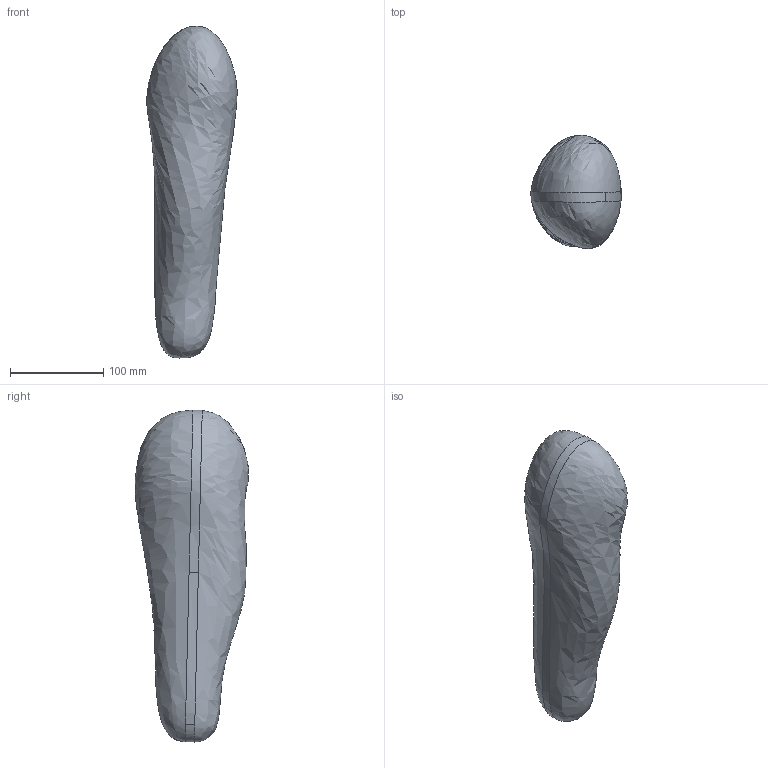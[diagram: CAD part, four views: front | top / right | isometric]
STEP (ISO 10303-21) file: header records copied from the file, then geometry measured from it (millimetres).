
FILE_DESCRIPTION (( 'STEP AP203' ), '1' );
FILE_NAME ('r_uprarm_Default_sldprt.STEP', '2020-01-15T12:30:27', ( '' ), ( '' ), 'SwSTEP 2.0', 'SolidWorks 2017', '' );
FILE_SCHEMA (( 'CONFIG_CONTROL_DESIGN' ));
Length unit declared in the file: millimetre
Products named in the file (1): r_uprarm_Default_sldprt
Bounding box: 97.02 x 121.88 x 356.31 mm (x, y, z)
Volume: 1948250.6 mm3; surface area: 99818.7 mm2
Topology: 1 solids, 1 shells, 12 faces, 30 edges, 20 vertices
Faces by surface type: bspline 6, cylinder 4, plane 2
Entity records: 2126 total; most frequent: CARTESIAN_POINT 1808, ORIENTED_EDGE 60, EDGE_CURVE 30, DIRECTION 30, VERTEX_POINT 20, B_SPLINE_CURVE_WITH_KNOTS 18, ADVANCED_FACE 12, EDGE_LOOP 12
